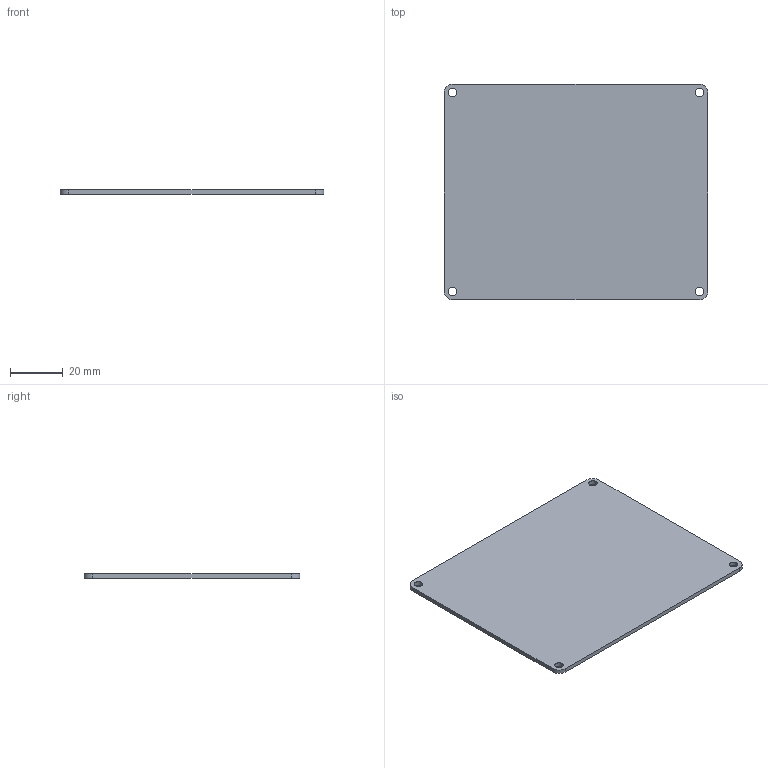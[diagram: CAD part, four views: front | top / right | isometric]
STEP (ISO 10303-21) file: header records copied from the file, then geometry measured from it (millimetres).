
FILE_DESCRIPTION(('KiCad electronic assembly'),'2;1');
FILE_NAME('stringy_bp.step','2025-02-08T21:37:50',('Pcbnew'),('Kicad'), 'Open CASCADE STEP processor 7.8','KiCad to STEP converter','Unknown' );
FILE_SCHEMA(('AUTOMOTIVE_DESIGN { 1 0 10303 214 1 1 1 1 }'));
Length unit declared in the file: millimetre
Products named in the file (2): stringy_bp 1; _autosave-stringy_PCB
Assembly tree (1 placements, depth 2):
  stringy_bp 1
    _autosave-stringy_PCB
Bounding box: 100 x 81.81 x 1.6 mm (x, y, z)
Volume: 13024.1 mm3; surface area: 16917.5 mm2
Topology: 1 solids, 1 shells, 17 faces, 45 edges, 30 vertices
Faces by surface type: plane 9, cylinder 8
Full cylindrical faces by diameter (mm): 3.2 x4
Entity records: 588 total; most frequent: DIRECTION 99, CARTESIAN_POINT 94, ORIENTED_EDGE 90, EDGE_CURVE 45, AXIS2_PLACEMENT_3D 35, VERTEX_POINT 30, LINE 29, VECTOR 29
